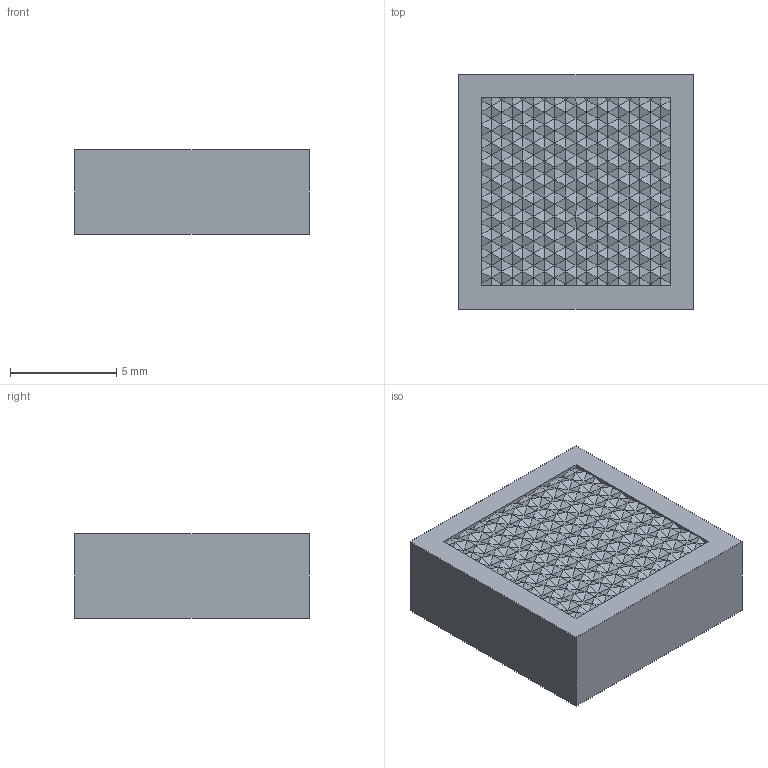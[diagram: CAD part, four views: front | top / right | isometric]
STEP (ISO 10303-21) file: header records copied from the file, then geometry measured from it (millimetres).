
FILE_DESCRIPTION(('Creo Elements/Direct Modeling STEP Export'),'2;1');
FILE_NAME('EM111-40.stp','2017-08-30T12:29:25',('Palle Edslev '),('EDSLEV A/S'),'Creo Elements/Direct Modeling STEP processor for AP214 (Solid Model)','Creo Elements/Direct Modeling 18.1H 24-Oct-2015 (C) Parametric Technology GmbH','');
FILE_SCHEMA(('AUTOMOTIVE_DESIGN { 1 0 10303 214 1 1 1 1 }'));
Length unit declared in the file: millimetre
Products named in the file (1): EM111-40
Bounding box: 11.06 x 11.06 x 3.97 mm (x, y, z)
Volume: 466.7 mm3; surface area: 434.3 mm2
Topology: 1 solids, 1 shells, 609 faces, 1026 edges, 421 vertices
Faces by surface type: plane 609
Entity records: 12910 total; most frequent: DIRECTION 2238, CARTESIAN_POINT 2053, ORIENTED_EDGE 2052, VECTOR 1026, LINE 1026, EDGE_CURVE 1026, EDGE_LOOP 611, FACE_OUTER_BOUND 609
